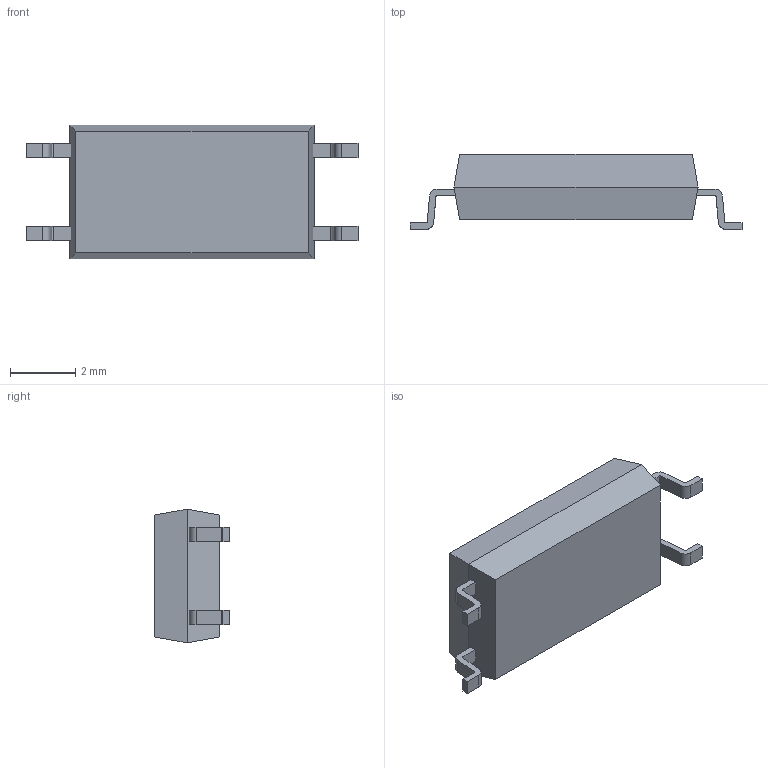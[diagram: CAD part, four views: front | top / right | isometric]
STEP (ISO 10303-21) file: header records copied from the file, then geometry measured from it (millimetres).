
FILE_DESCRIPTION (( 'STEP AP214' ), '1' );
FILE_NAME ('TCLT1013.STEP', '2021-03-17T03:30:59', ( '' ), ( '' ), 'SwSTEP 2.0', 'SolidWorks 2017', '' );
FILE_SCHEMA (( 'AUTOMOTIVE_DESIGN' ));
Length unit declared in the file: millimetre
Products named in the file (1): TCLT1013
Bounding box: 10.2 x 2.3 x 4.1 mm (x, y, z)
Volume: 58.3 mm3; surface area: 112.2 mm2
Topology: 6 solids, 6 shells, 73 faces, 176 edges, 116 vertices
Faces by surface type: plane 53, cylinder 20
Entity records: 2197 total; most frequent: CARTESIAN_POINT 366, DIRECTION 364, ORIENTED_EDGE 352, EDGE_CURVE 176, LINE 136, VECTOR 136, VERTEX_POINT 116, AXIS2_PLACEMENT_3D 114
